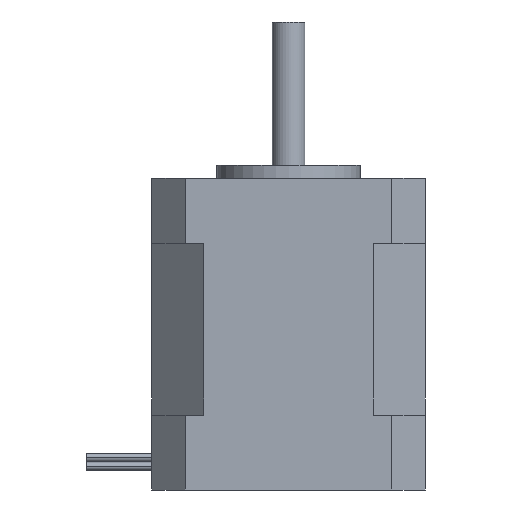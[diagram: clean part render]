
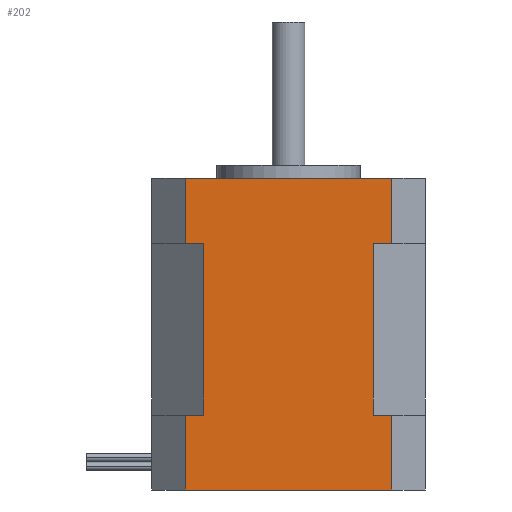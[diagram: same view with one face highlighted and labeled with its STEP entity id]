
A CAD part, front view. The second image highlights one B-rep face of the part: STEP entity #202.
In plain terms, the highlighted planar face has unit normal (0, -1, 0).
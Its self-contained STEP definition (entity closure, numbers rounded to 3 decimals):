
#16 = EDGE_CURVE ( 'NONE', #389, #414, #717, .T. ) ;
#104 = EDGE_LOOP ( 'NONE', ( #612, #435, #434, #436, #438, #437, #439, #440, #441, #442, #443, #444 ) ) ;
#202 = ADVANCED_FACE ( 'NONE', ( #1123 ), #1082, .T. ) ;
#214 = EDGE_CURVE ( 'NONE', #400, #390, #1135, .T. ) ;
#215 = EDGE_CURVE ( 'NONE', #400, #399, #1136, .T. ) ;
#216 = EDGE_CURVE ( 'NONE', #398, #399, #1137, .T. ) ;
#217 = EDGE_CURVE ( 'NONE', #397, #398, #1138, .T. ) ;
#218 = EDGE_CURVE ( 'NONE', #397, #396, #1139, .T. ) ;
#219 = EDGE_CURVE ( 'NONE', #396, #402, #1140, .T. ) ;
#220 = EDGE_CURVE ( 'NONE', #402, #391, #1141, .T. ) ;
#244 = EDGE_CURVE ( 'NONE', #401, #390, #1165, .T. ) ;
#251 = EDGE_CURVE ( 'NONE', #391, #415, #1172, .T. ) ;
#285 = EDGE_CURVE ( 'NONE', #415, #414, #1202, .T. ) ;
#287 = EDGE_CURVE ( 'NONE', #401, #389, #1204, .T. ) ;
#389 = VERTEX_POINT ( 'NONE', #1597 ) ;
#390 = VERTEX_POINT ( 'NONE', #1598 ) ;
#391 = VERTEX_POINT ( 'NONE', #1599 ) ;
#396 = VERTEX_POINT ( 'NONE', #1604 ) ;
#397 = VERTEX_POINT ( 'NONE', #1605 ) ;
#398 = VERTEX_POINT ( 'NONE', #1606 ) ;
#399 = VERTEX_POINT ( 'NONE', #1607 ) ;
#400 = VERTEX_POINT ( 'NONE', #1608 ) ;
#401 = VERTEX_POINT ( 'NONE', #1609 ) ;
#402 = VERTEX_POINT ( 'NONE', #1610 ) ;
#414 = VERTEX_POINT ( 'NONE', #1622 ) ;
#415 = VERTEX_POINT ( 'NONE', #1623 ) ;
#434 = ORIENTED_EDGE ( 'NONE', *, *, #244, .T. ) ;
#435 = ORIENTED_EDGE ( 'NONE', *, *, #287, .F. ) ;
#436 = ORIENTED_EDGE ( 'NONE', *, *, #214, .F. ) ;
#437 = ORIENTED_EDGE ( 'NONE', *, *, #216, .F. ) ;
#438 = ORIENTED_EDGE ( 'NONE', *, *, #215, .T. ) ;
#439 = ORIENTED_EDGE ( 'NONE', *, *, #217, .F. ) ;
#440 = ORIENTED_EDGE ( 'NONE', *, *, #218, .T. ) ;
#441 = ORIENTED_EDGE ( 'NONE', *, *, #219, .T. ) ;
#442 = ORIENTED_EDGE ( 'NONE', *, *, #220, .T. ) ;
#443 = ORIENTED_EDGE ( 'NONE', *, *, #251, .T. ) ;
#444 = ORIENTED_EDGE ( 'NONE', *, *, #285, .T. ) ;
#461 = VECTOR ( 'NONE', #791, 1000. ) ;
#492 = VECTOR ( 'NONE', #1238, 1000. ) ;
#612 = ORIENTED_EDGE ( 'NONE', *, *, #16, .F. ) ;
#717 = LINE ( 'NONE', #790, #461 ) ;
#790 = CARTESIAN_POINT ( 'NONE',  ( 15.828, -21., 0. ) ) ;
#791 = DIRECTION ( 'NONE',  ( -1., 0., 0. ) ) ;
#959 = AXIS2_PLACEMENT_3D ( 'NONE', #1083, #1084, #1085 ) ;
#1082 = PLANE ( 'NONE',  #959 ) ;
#1083 = CARTESIAN_POINT ( 'NONE',  ( 15.828, -21., 11.5 ) ) ;
#1084 = DIRECTION ( 'NONE',  ( 0., -1., 0. ) ) ;
#1085 = DIRECTION ( 'NONE',  ( 1., 0., 0. ) ) ;
#1123 = FACE_OUTER_BOUND ( 'NONE', #104, .T. ) ;
#1135 = LINE ( 'NONE', #1237, #492 ) ;
#1136 = LINE ( 'NONE', #1239, #1329 ) ;
#1137 = LINE ( 'NONE', #1241, #1330 ) ;
#1138 = LINE ( 'NONE', #1243, #1331 ) ;
#1139 = LINE ( 'NONE', #1245, #1332 ) ;
#1140 = LINE ( 'NONE', #1247, #1333 ) ;
#1141 = LINE ( 'NONE', #1249, #1334 ) ;
#1165 = LINE ( 'NONE', #1297, #1358 ) ;
#1172 = LINE ( 'NONE', #1311, #1364 ) ;
#1202 = LINE ( 'NONE', #1450, #1527 ) ;
#1204 = LINE ( 'NONE', #1454, #1529 ) ;
#1237 = CARTESIAN_POINT ( 'NONE',  ( 13., -21., 37.8 ) ) ;
#1238 = DIRECTION ( 'NONE',  ( 0., 0., -1. ) ) ;
#1239 = CARTESIAN_POINT ( 'NONE',  ( 15.828, -21., 37.8 ) ) ;
#1240 = DIRECTION ( 'NONE',  ( 1., 0., 0. ) ) ;
#1241 = CARTESIAN_POINT ( 'NONE',  ( 15.828, -21., 47.8 ) ) ;
#1242 = DIRECTION ( 'NONE',  ( 0., 0., -1. ) ) ;
#1243 = CARTESIAN_POINT ( 'NONE',  ( 15.828, -21., 47.8 ) ) ;
#1244 = DIRECTION ( 'NONE',  ( 1., 0., 0. ) ) ;
#1245 = CARTESIAN_POINT ( 'NONE',  ( -15.828, -21., 47.8 ) ) ;
#1246 = DIRECTION ( 'NONE',  ( 0., 0., -1. ) ) ;
#1247 = CARTESIAN_POINT ( 'NONE',  ( 15.828, -21., 37.8 ) ) ;
#1248 = DIRECTION ( 'NONE',  ( 1., 0., 0. ) ) ;
#1249 = CARTESIAN_POINT ( 'NONE',  ( -13., -21., 37.8 ) ) ;
#1250 = DIRECTION ( 'NONE',  ( 0., 0., -1. ) ) ;
#1297 = CARTESIAN_POINT ( 'NONE',  ( 15.828, -21., 11.5 ) ) ;
#1298 = DIRECTION ( 'NONE',  ( -1., 0., 0. ) ) ;
#1311 = CARTESIAN_POINT ( 'NONE',  ( 15.828, -21., 11.5 ) ) ;
#1312 = DIRECTION ( 'NONE',  ( -1., 0., 0. ) ) ;
#1329 = VECTOR ( 'NONE', #1240, 1000. ) ;
#1330 = VECTOR ( 'NONE', #1242, 1000. ) ;
#1331 = VECTOR ( 'NONE', #1244, 1000. ) ;
#1332 = VECTOR ( 'NONE', #1246, 1000. ) ;
#1333 = VECTOR ( 'NONE', #1248, 1000. ) ;
#1334 = VECTOR ( 'NONE', #1250, 1000. ) ;
#1358 = VECTOR ( 'NONE', #1298, 1000. ) ;
#1364 = VECTOR ( 'NONE', #1312, 1000. ) ;
#1450 = CARTESIAN_POINT ( 'NONE',  ( -15.828, -21., 11.5 ) ) ;
#1451 = DIRECTION ( 'NONE',  ( 0., 0., -1. ) ) ;
#1454 = CARTESIAN_POINT ( 'NONE',  ( 15.828, -21., 11.5 ) ) ;
#1455 = DIRECTION ( 'NONE',  ( 0., 0., -1. ) ) ;
#1527 = VECTOR ( 'NONE', #1451, 1000. ) ;
#1529 = VECTOR ( 'NONE', #1455, 1000. ) ;
#1597 = CARTESIAN_POINT ( 'NONE',  ( 15.828, -21., 0. ) ) ;
#1598 = CARTESIAN_POINT ( 'NONE',  ( 13., -21., 11.5 ) ) ;
#1599 = CARTESIAN_POINT ( 'NONE',  ( -13., -21., 11.5 ) ) ;
#1604 = CARTESIAN_POINT ( 'NONE',  ( -15.828, -21., 37.8 ) ) ;
#1605 = CARTESIAN_POINT ( 'NONE',  ( -15.828, -21., 47.8 ) ) ;
#1606 = CARTESIAN_POINT ( 'NONE',  ( 15.828, -21., 47.8 ) ) ;
#1607 = CARTESIAN_POINT ( 'NONE',  ( 15.828, -21., 37.8 ) ) ;
#1608 = CARTESIAN_POINT ( 'NONE',  ( 13., -21., 37.8 ) ) ;
#1609 = CARTESIAN_POINT ( 'NONE',  ( 15.828, -21., 11.5 ) ) ;
#1610 = CARTESIAN_POINT ( 'NONE',  ( -13., -21., 37.8 ) ) ;
#1622 = CARTESIAN_POINT ( 'NONE',  ( -15.828, -21., 0. ) ) ;
#1623 = CARTESIAN_POINT ( 'NONE',  ( -15.828, -21., 11.5 ) ) ;
